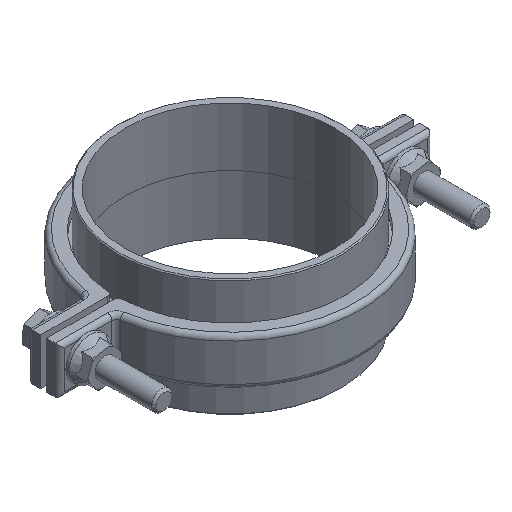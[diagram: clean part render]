
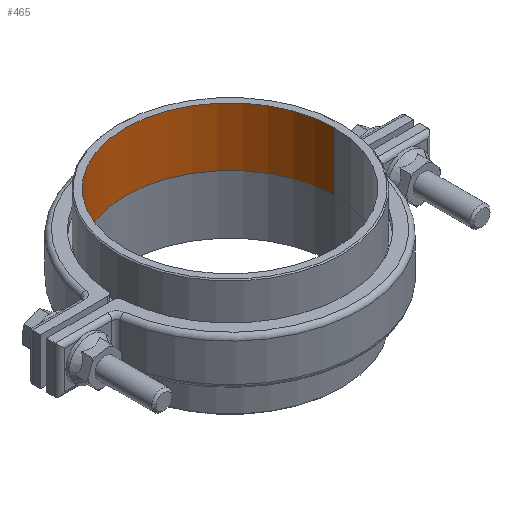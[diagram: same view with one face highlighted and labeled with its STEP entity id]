
A CAD part, isometric view. The second image highlights one B-rep face of the part: STEP entity #465.
In plain terms, the highlighted cylindrical face has radius 62.5 mm (diameter 125 mm), a partial arc.
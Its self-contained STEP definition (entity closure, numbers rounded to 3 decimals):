
#6 = ORIENTED_EDGE ( 'NONE', *, *, #468, .T. ) ;
#7 = ORIENTED_EDGE ( 'NONE', *, *, #487, .F. ) ;
#8 = ORIENTED_EDGE ( 'NONE', *, *, #1030, .T. ) ;
#459 = ORIENTED_EDGE ( 'NONE', *, *, #1036, .F. ) ;
#460 = EDGE_LOOP ( 'NONE', ( #459, #7, #8, #6 ) ) ;
#465 = ADVANCED_FACE ( 'NONE', ( #1912 ), #1911, .F. ) ;
#468 = EDGE_CURVE ( 'NONE', #1047, #1037, #1910, .T. ) ;
#487 = EDGE_CURVE ( 'NONE', #1042, #1045, #1935, .T. ) ;
#1030 = EDGE_CURVE ( 'NONE', #1042, #1047, #2907, .T. ) ;
#1036 = EDGE_CURVE ( 'NONE', #1045, #1037, #2957, .T. ) ;
#1037 = VERTEX_POINT ( 'NONE', #2953 ) ;
#1042 = VERTEX_POINT ( 'NONE', #2946 ) ;
#1045 = VERTEX_POINT ( 'NONE', #3001 ) ;
#1047 = VERTEX_POINT ( 'NONE', #2992 ) ;
#1902 = DIRECTION ( 'NONE',  ( 1., 0., 0. ) ) ;
#1903 = DIRECTION ( 'NONE',  ( 0., 0., 1. ) ) ;
#1904 = CARTESIAN_POINT ( 'NONE',  ( 0., 0., 35. ) ) ;
#1905 = AXIS2_PLACEMENT_3D ( 'NONE', #1904, #1903, #1902 ) ;
#1906 = DIRECTION ( 'NONE',  ( 1., 0., 0. ) ) ;
#1907 = DIRECTION ( 'NONE',  ( 0., 0., 1. ) ) ;
#1908 = CARTESIAN_POINT ( 'NONE',  ( 0., 0., 35. ) ) ;
#1909 = AXIS2_PLACEMENT_3D ( 'NONE', #1908, #1907, #1906 ) ;
#1910 = CIRCLE ( 'NONE', #1905, 62.5 ) ;
#1911 = CYLINDRICAL_SURFACE ( 'NONE', #1909, 62.5 ) ;
#1912 = FACE_OUTER_BOUND ( 'NONE', #460, .T. ) ;
#1934 = AXIS2_PLACEMENT_3D ( 'NONE', #1999, #1998, #1997 ) ;
#1935 = CIRCLE ( 'NONE', #1934, 62.5 ) ;
#1997 = DIRECTION ( 'NONE',  ( 1., 0., 0. ) ) ;
#1998 = DIRECTION ( 'NONE',  ( 0., 0., 1. ) ) ;
#1999 = CARTESIAN_POINT ( 'NONE',  ( 0., 0., 0. ) ) ;
#2907 = LINE ( 'NONE', #2971, #2970 ) ;
#2946 = CARTESIAN_POINT ( 'NONE',  ( 62.5, 0., 0. ) ) ;
#2953 = CARTESIAN_POINT ( 'NONE',  ( -62.5, 0., 35. ) ) ;
#2954 = DIRECTION ( 'NONE',  ( 0., 0., 1. ) ) ;
#2955 = VECTOR ( 'NONE', #2954, 1000. ) ;
#2956 = CARTESIAN_POINT ( 'NONE',  ( -62.5, 0., 35. ) ) ;
#2957 = LINE ( 'NONE', #2956, #2955 ) ;
#2969 = DIRECTION ( 'NONE',  ( 0., 0., 1. ) ) ;
#2970 = VECTOR ( 'NONE', #2969, 1000. ) ;
#2971 = CARTESIAN_POINT ( 'NONE',  ( 62.5, 0., 35. ) ) ;
#2992 = CARTESIAN_POINT ( 'NONE',  ( 62.5, 0., 35. ) ) ;
#3001 = CARTESIAN_POINT ( 'NONE',  ( -62.5, 0., 0. ) ) ;
